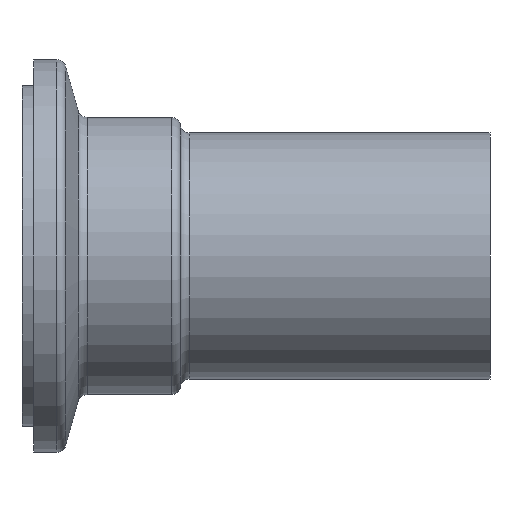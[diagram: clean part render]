
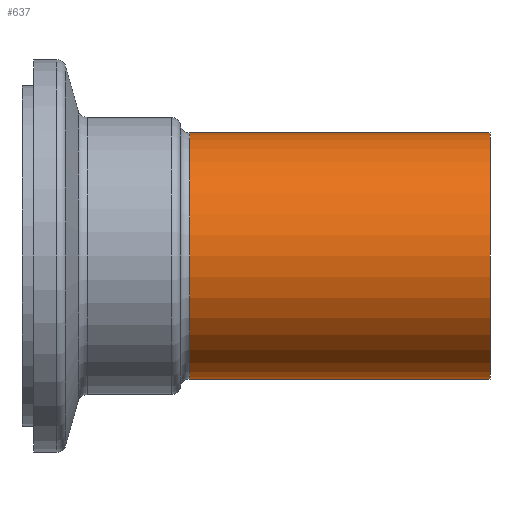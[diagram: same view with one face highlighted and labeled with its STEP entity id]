
A CAD part, front view. The second image highlights one B-rep face of the part: STEP entity #637.
In plain terms, the highlighted cylindrical face has radius 10.65 mm (diameter 21.3 mm), a partial arc.
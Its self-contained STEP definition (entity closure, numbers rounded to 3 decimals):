
#28 = VERTEX_POINT ( 'NONE', #653 ) ;
#55 = CARTESIAN_POINT ( 'NONE',  ( 29.12, 20.365, 0. ) ) ;
#86 = CARTESIAN_POINT ( 'NONE',  ( -172.678, 20.365, 0. ) ) ;
#91 = VECTOR ( 'NONE', #782, 1000. ) ;
#96 = EDGE_CURVE ( 'NONE', #28, #249, #315, .T. ) ;
#154 = DIRECTION ( 'NONE',  ( 0., 0., 1. ) ) ;
#183 = CIRCLE ( 'NONE', #412, 10.65 ) ;
#185 = ORIENTED_EDGE ( 'NONE', *, *, #818, .F. ) ;
#221 = DIRECTION ( 'NONE',  ( -1., 0., 0. ) ) ;
#249 = VERTEX_POINT ( 'NONE', #481 ) ;
#281 = CARTESIAN_POINT ( 'NONE',  ( 3.12, 20.365, -10.65 ) ) ;
#315 = CIRCLE ( 'NONE', #361, 10.65 ) ;
#361 = AXIS2_PLACEMENT_3D ( 'NONE', #55, #578, #573 ) ;
#401 = LINE ( 'NONE', #722, #91 ) ;
#405 = ORIENTED_EDGE ( 'NONE', *, *, #684, .T. ) ;
#408 = CARTESIAN_POINT ( 'NONE',  ( 3.12, 20.365, 0. ) ) ;
#412 = AXIS2_PLACEMENT_3D ( 'NONE', #408, #654, #597 ) ;
#416 = VERTEX_POINT ( 'NONE', #644 ) ;
#422 = AXIS2_PLACEMENT_3D ( 'NONE', #86, #221, #154 ) ;
#481 = CARTESIAN_POINT ( 'NONE',  ( 29.12, 20.365, 10.65 ) ) ;
#532 = EDGE_LOOP ( 'NONE', ( #678, #835, #405, #185 ) ) ;
#546 = EDGE_CURVE ( 'NONE', #28, #730, #401, .T. ) ;
#573 = DIRECTION ( 'NONE',  ( 0., 0., 1. ) ) ;
#578 = DIRECTION ( 'NONE',  ( -1., 0., 0. ) ) ;
#597 = DIRECTION ( 'NONE',  ( 0., 0., 1. ) ) ;
#600 = CARTESIAN_POINT ( 'NONE',  ( -172.678, 20.365, 10.65 ) ) ;
#637 = ADVANCED_FACE ( 'NONE', ( #687 ), #738, .T. ) ;
#644 = CARTESIAN_POINT ( 'NONE',  ( 3.12, 20.365, 10.65 ) ) ;
#653 = CARTESIAN_POINT ( 'NONE',  ( 29.12, 20.365, -10.65 ) ) ;
#654 = DIRECTION ( 'NONE',  ( -1., 0., 0. ) ) ;
#677 = VECTOR ( 'NONE', #685, 1000. ) ;
#678 = ORIENTED_EDGE ( 'NONE', *, *, #546, .F. ) ;
#684 = EDGE_CURVE ( 'NONE', #249, #416, #749, .T. ) ;
#685 = DIRECTION ( 'NONE',  ( -1., 0., 0. ) ) ;
#687 = FACE_OUTER_BOUND ( 'NONE', #532, .T. ) ;
#722 = CARTESIAN_POINT ( 'NONE',  ( -172.678, 20.365, -10.65 ) ) ;
#730 = VERTEX_POINT ( 'NONE', #281 ) ;
#738 = CYLINDRICAL_SURFACE ( 'NONE', #422, 10.65 ) ;
#749 = LINE ( 'NONE', #600, #677 ) ;
#782 = DIRECTION ( 'NONE',  ( -1., 0., 0. ) ) ;
#818 = EDGE_CURVE ( 'NONE', #730, #416, #183, .T. ) ;
#835 = ORIENTED_EDGE ( 'NONE', *, *, #96, .T. ) ;
